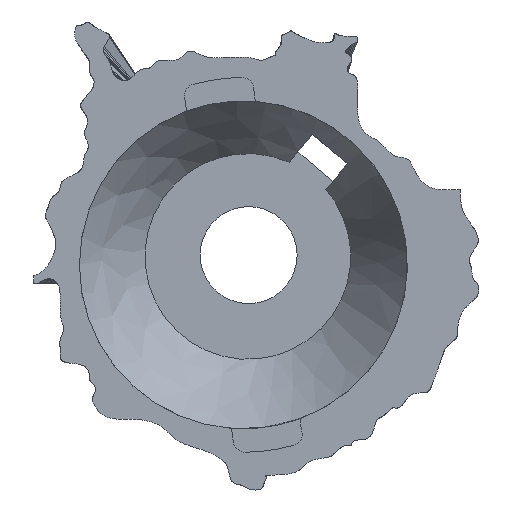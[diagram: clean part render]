
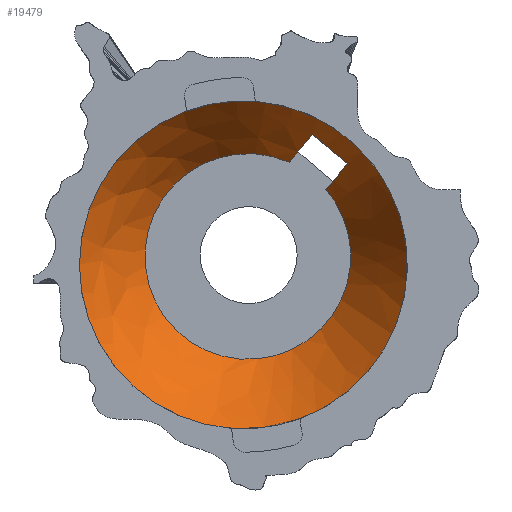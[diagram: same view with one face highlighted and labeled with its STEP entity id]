
A CAD part, front view. The second image highlights one B-rep face of the part: STEP entity #19479.
In plain terms, the highlighted free-form (B-spline) face has degree [1, 2] with [2, 9] control points.
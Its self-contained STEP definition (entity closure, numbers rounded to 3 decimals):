
#3841=FACE_OUTER_BOUND('',#5085,.T.);
#5085=EDGE_LOOP('',(#13190,#13191,#13192,#13193,#13194,#13195,#13196,#13197,
#13198,#13199,#13200));
#6335=(
BOUNDED_CURVE()
B_SPLINE_CURVE(2,(#28465,#28466,#28467),.UNSPECIFIED.,.F.,.F.)
B_SPLINE_CURVE_WITH_KNOTS((3,3),(0.046,0.944),
 .UNSPECIFIED.)
CURVE()
GEOMETRIC_REPRESENTATION_ITEM()
RATIONAL_B_SPLINE_CURVE((1.,1.003,1.001))
REPRESENTATION_ITEM('')
);
#6336=(
BOUNDED_CURVE()
B_SPLINE_CURVE(2,(#28469,#28470,#28471),.UNSPECIFIED.,.F.,.F.)
B_SPLINE_CURVE_WITH_KNOTS((3,3),(1.21,2.731),
 .UNSPECIFIED.)
CURVE()
GEOMETRIC_REPRESENTATION_ITEM()
RATIONAL_B_SPLINE_CURVE((1.014,1.019,1.013))
REPRESENTATION_ITEM('')
);
#6337=(
BOUNDED_CURVE()
B_SPLINE_CURVE(2,(#28473,#28474,#28475),.UNSPECIFIED.,.F.,.F.)
B_SPLINE_CURVE_WITH_KNOTS((3,3),(1.842,3.734),
 .UNSPECIFIED.)
CURVE()
GEOMETRIC_REPRESENTATION_ITEM()
RATIONAL_B_SPLINE_CURVE((1.084,1.108,1.094))
REPRESENTATION_ITEM('')
);
#6338=(
BOUNDED_CURVE()
B_SPLINE_CURVE(2,(#28477,#28478,#28479),.UNSPECIFIED.,.F.,.F.)
B_SPLINE_CURVE_WITH_KNOTS((3,3),(1.19,2.758),
 .UNSPECIFIED.)
CURVE()
GEOMETRIC_REPRESENTATION_ITEM()
RATIONAL_B_SPLINE_CURVE((1.014,1.019,1.012))
REPRESENTATION_ITEM('')
);
#6339=(
BOUNDED_CURVE()
B_SPLINE_CURVE(2,(#28481,#28482,#28483),.UNSPECIFIED.,.F.,.F.)
B_SPLINE_CURVE_WITH_KNOTS((3,3),(0.083,0.805),
 .UNSPECIFIED.)
CURVE()
GEOMETRIC_REPRESENTATION_ITEM()
RATIONAL_B_SPLINE_CURVE((1.,1.002,1.))
REPRESENTATION_ITEM('')
);
#6340=B_SPLINE_CURVE_WITH_KNOTS('',1,(#28460,#28461),.UNSPECIFIED.,.F.,
 .F.,(2,2),(0.005,0.646),.UNSPECIFIED.);
#6674=CIRCLE('',#20746,57.5);
#6675=CIRCLE('',#20747,57.5);
#6676=CIRCLE('',#20748,36.071);
#6677=CIRCLE('',#20749,36.071);
#8158=VERTEX_POINT('',#28455);
#8159=VERTEX_POINT('',#28456);
#8160=VERTEX_POINT('',#28459);
#8161=VERTEX_POINT('',#28462);
#8162=VERTEX_POINT('',#28464);
#8163=VERTEX_POINT('',#28468);
#8164=VERTEX_POINT('',#28472);
#8165=VERTEX_POINT('',#28476);
#8166=VERTEX_POINT('',#28480);
#10054=EDGE_CURVE('',#8158,#8159,#6674,.T.);
#10055=EDGE_CURVE('',#8159,#8158,#6675,.T.);
#10056=EDGE_CURVE('',#8159,#8160,#6340,.T.);
#10057=EDGE_CURVE('',#8160,#8161,#6676,.T.);
#10058=EDGE_CURVE('',#8161,#8162,#6335,.T.);
#10059=EDGE_CURVE('',#8162,#8163,#6336,.T.);
#10060=EDGE_CURVE('',#8163,#8164,#6337,.T.);
#10061=EDGE_CURVE('',#8164,#8165,#6338,.T.);
#10062=EDGE_CURVE('',#8165,#8166,#6339,.T.);
#10063=EDGE_CURVE('',#8166,#8160,#6677,.T.);
#13190=ORIENTED_EDGE('',*,*,#10054,.F.);
#13191=ORIENTED_EDGE('',*,*,#10055,.F.);
#13192=ORIENTED_EDGE('',*,*,#10056,.T.);
#13193=ORIENTED_EDGE('',*,*,#10057,.T.);
#13194=ORIENTED_EDGE('',*,*,#10058,.T.);
#13195=ORIENTED_EDGE('',*,*,#10059,.T.);
#13196=ORIENTED_EDGE('',*,*,#10060,.T.);
#13197=ORIENTED_EDGE('',*,*,#10061,.T.);
#13198=ORIENTED_EDGE('',*,*,#10062,.T.);
#13199=ORIENTED_EDGE('',*,*,#10063,.T.);
#13200=ORIENTED_EDGE('',*,*,#10056,.F.);
#19462=(
BOUNDED_SURFACE()
B_SPLINE_SURFACE(1,2,((#28437,#28438,#28439,#28440,#28441,#28442,#28443,
#28444,#28445),(#28446,#28447,#28448,#28449,#28450,#28451,#28452,#28453,
#28454)),.UNSPECIFIED.,.F.,.T.,.F.)
B_SPLINE_SURFACE_WITH_KNOTS((2,2),(3,2,2,2,3),(-0.093,0.699),
(-3.142,-1.571,0.,1.571,3.142),
 .UNSPECIFIED.)
GEOMETRIC_REPRESENTATION_ITEM()
RATIONAL_B_SPLINE_SURFACE(((1.,0.707,1.,0.707,1.,
0.707,1.,0.707,1.),(1.,0.707,1.,0.707,
1.,0.707,1.,0.707,1.)))
REPRESENTATION_ITEM('')
SURFACE()
);
#19479=ADVANCED_FACE('',(#3841),#19462,.T.);
#20746=AXIS2_PLACEMENT_3D('',#28457,#22884,#22885);
#20747=AXIS2_PLACEMENT_3D('',#28458,#22886,#22887);
#20748=AXIS2_PLACEMENT_3D('',#28463,#22888,#22889);
#20749=AXIS2_PLACEMENT_3D('',#28484,#22890,#22891);
#22884=DIRECTION('center_axis',(0.,1.,0.));
#22885=DIRECTION('ref_axis',(1.,0.,0.));
#22886=DIRECTION('center_axis',(0.,1.,0.));
#22887=DIRECTION('ref_axis',(1.,0.,0.));
#22888=DIRECTION('center_axis',(0.,1.,0.));
#22889=DIRECTION('ref_axis',(-0.857,0.,0.515));
#22890=DIRECTION('center_axis',(0.,1.,0.));
#22891=DIRECTION('ref_axis',(-0.857,0.,0.515));
#28437=CARTESIAN_POINT('Ctrl Pts',(150.839,5.427,17.378));
#28438=CARTESIAN_POINT('Ctrl Pts',(122.56,9.858,-35.852));
#28439=CARTESIAN_POINT('Ctrl Pts',(68.969,9.858,-7.382));
#28440=CARTESIAN_POINT('Ctrl Pts',(15.378,9.858,21.088));
#28441=CARTESIAN_POINT('Ctrl Pts',(43.656,5.427,74.318));
#28442=CARTESIAN_POINT('Ctrl Pts',(71.935,0.995,127.549));
#28443=CARTESIAN_POINT('Ctrl Pts',(125.526,0.995,99.079));
#28444=CARTESIAN_POINT('Ctrl Pts',(179.117,0.995,70.609));
#28445=CARTESIAN_POINT('Ctrl Pts',(150.839,5.427,17.378));
#28446=CARTESIAN_POINT('Ctrl Pts',(128.768,42.493,32.19));
#28447=CARTESIAN_POINT('Ctrl Pts',(112.81,44.994,2.151));
#28448=CARTESIAN_POINT('Ctrl Pts',(82.569,44.994,18.217));
#28449=CARTESIAN_POINT('Ctrl Pts',(52.327,44.994,34.283));
#28450=CARTESIAN_POINT('Ctrl Pts',(68.285,42.493,64.321));
#28451=CARTESIAN_POINT('Ctrl Pts',(84.242,39.992,94.359));
#28452=CARTESIAN_POINT('Ctrl Pts',(114.484,39.992,78.293));
#28453=CARTESIAN_POINT('Ctrl Pts',(144.725,39.992,62.228));
#28454=CARTESIAN_POINT('Ctrl Pts',(128.768,42.493,32.19));
#28455=CARTESIAN_POINT('',(38.5,10.,43.5));
#28456=CARTESIAN_POINT('',(148.116,10.,19.206));
#28457=CARTESIAN_POINT('Origin',(96.,10.,43.5));
#28458=CARTESIAN_POINT('Origin',(96.,10.,43.5));
#28459=CARTESIAN_POINT('',(130.252,40.,31.193));
#28460=CARTESIAN_POINT('Ctrl Pts',(148.116,10.,19.206));
#28461=CARTESIAN_POINT('Ctrl Pts',(130.252,40.,31.193));
#28462=CARTESIAN_POINT('',(112.052,40.,79.465));
#28463=CARTESIAN_POINT('Origin',(97.559,40.,46.434));
#28464=CARTESIAN_POINT('',(115.104,32.415,83.102));
#28465=CARTESIAN_POINT('Ctrl Pts',(112.052,40.,79.465));
#28466=CARTESIAN_POINT('Ctrl Pts',(113.472,36.49,81.157));
#28467=CARTESIAN_POINT('Ctrl Pts',(115.104,32.415,83.102));
#28468=CARTESIAN_POINT('',(120.247,19.509,89.231));
#28469=CARTESIAN_POINT('Ctrl Pts',(115.104,32.415,83.102));
#28470=CARTESIAN_POINT('Ctrl Pts',(117.418,26.638,85.86));
#28471=CARTESIAN_POINT('Ctrl Pts',(120.247,19.509,89.231));
#28472=CARTESIAN_POINT('',(132.503,20.868,78.946));
#28473=CARTESIAN_POINT('Ctrl Pts',(120.247,19.509,89.231));
#28474=CARTESIAN_POINT('Ctrl Pts',(126.406,22.294,84.062));
#28475=CARTESIAN_POINT('Ctrl Pts',(132.503,20.868,78.946));
#28476=CARTESIAN_POINT('',(127.361,33.887,72.818));
#28477=CARTESIAN_POINT('Ctrl Pts',(132.503,20.868,78.946));
#28478=CARTESIAN_POINT('Ctrl Pts',(129.669,28.062,75.569));
#28479=CARTESIAN_POINT('Ctrl Pts',(127.361,33.887,72.818));
#28480=CARTESIAN_POINT('',(124.933,40.,69.924));
#28481=CARTESIAN_POINT('Ctrl Pts',(127.361,33.887,72.818));
#28482=CARTESIAN_POINT('Ctrl Pts',(126.078,37.123,71.289));
#28483=CARTESIAN_POINT('Ctrl Pts',(124.933,40.,69.924));
#28484=CARTESIAN_POINT('Origin',(97.559,40.,46.434));
